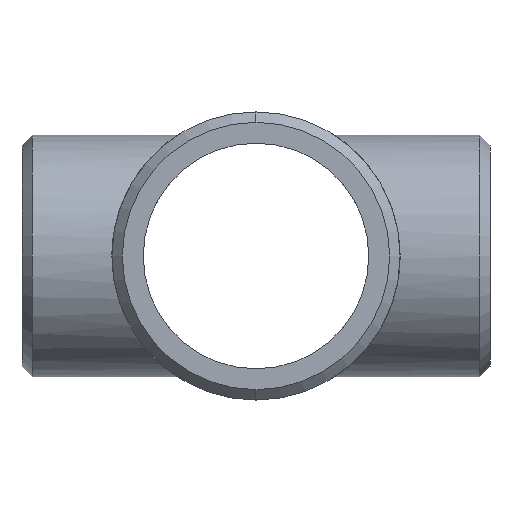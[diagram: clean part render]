
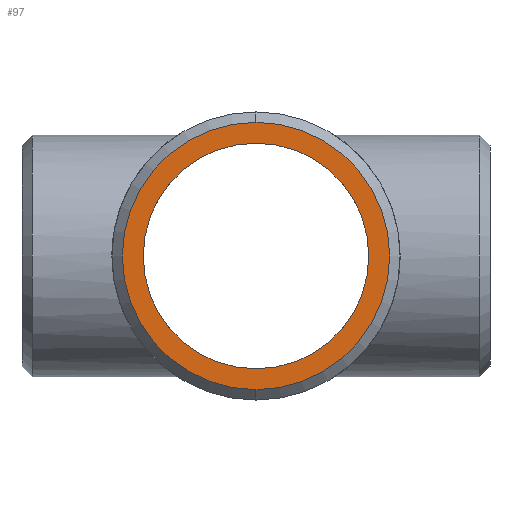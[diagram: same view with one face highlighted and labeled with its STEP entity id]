
A CAD part, left-side view. The second image highlights one B-rep face of the part: STEP entity #97.
In plain terms, the highlighted planar face has unit normal (-1, 0, 0).
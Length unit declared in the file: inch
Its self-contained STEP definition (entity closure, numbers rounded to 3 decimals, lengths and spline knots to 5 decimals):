
#8 = EDGE_CURVE ( 'NONE', #1292, #253, #848, .T. ) ;
#9 = AXIS2_PLACEMENT_3D ( 'NONE', #1409, #1320, #1206 ) ;
#13 = CARTESIAN_POINT ( 'NONE',  ( -5.62, 0., 3.07283 ) ) ;
#15 = CARTESIAN_POINT ( 'NONE',  ( -5.62, 0., 0. ) ) ;
#83 = CARTESIAN_POINT ( 'NONE',  ( -5.62, 0., 0. ) ) ;
#97 = ADVANCED_FACE ( 'NONE', ( #716, #1153 ), #156, .T. ) ;
#136 = VERTEX_POINT ( 'NONE', #404 ) ;
#156 = PLANE ( 'NONE',  #509 ) ;
#160 = DIRECTION ( 'NONE',  ( 0., 0., 1. ) ) ;
#192 = ORIENTED_EDGE ( 'NONE', *, *, #1207, .T. ) ;
#253 = VERTEX_POINT ( 'NONE', #13 ) ;
#293 = CARTESIAN_POINT ( 'NONE',  ( -5.62, 0., -2.5935 ) ) ;
#404 = CARTESIAN_POINT ( 'NONE',  ( -5.62, 0., 2.5935 ) ) ;
#417 = CIRCLE ( 'NONE', #598, 3.07283 ) ;
#509 = AXIS2_PLACEMENT_3D ( 'NONE', #1279, #1251, #1258 ) ;
#531 = CIRCLE ( 'NONE', #703, 2.5935 ) ;
#576 = DIRECTION ( 'NONE',  ( 1., 0., 0. ) ) ;
#598 = AXIS2_PLACEMENT_3D ( 'NONE', #83, #922, #160 ) ;
#607 = ORIENTED_EDGE ( 'NONE', *, *, #844, .T. ) ;
#635 = ORIENTED_EDGE ( 'NONE', *, *, #1217, .T. ) ;
#703 = AXIS2_PLACEMENT_3D ( 'NONE', #917, #1352, #1030 ) ;
#716 = FACE_OUTER_BOUND ( 'NONE', #1191, .T. ) ;
#785 = CARTESIAN_POINT ( 'NONE',  ( -5.62, 0., -3.07283 ) ) ;
#843 = AXIS2_PLACEMENT_3D ( 'NONE', #15, #576, #1368 ) ;
#844 = EDGE_CURVE ( 'NONE', #253, #1292, #417, .T. ) ;
#848 = CIRCLE ( 'NONE', #9, 3.07283 ) ;
#855 = ORIENTED_EDGE ( 'NONE', *, *, #8, .T. ) ;
#917 = CARTESIAN_POINT ( 'NONE',  ( -5.62, 0., 0. ) ) ;
#922 = DIRECTION ( 'NONE',  ( -1., 0., 0. ) ) ;
#983 = CIRCLE ( 'NONE', #843, 2.5935 ) ;
#1022 = VERTEX_POINT ( 'NONE', #293 ) ;
#1030 = DIRECTION ( 'NONE',  ( 0., 0., 1. ) ) ;
#1153 = FACE_BOUND ( 'NONE', #1167, .T. ) ;
#1167 = EDGE_LOOP ( 'NONE', ( #192, #635 ) ) ;
#1191 = EDGE_LOOP ( 'NONE', ( #855, #607 ) ) ;
#1206 = DIRECTION ( 'NONE',  ( 0., 0., 1. ) ) ;
#1207 = EDGE_CURVE ( 'NONE', #136, #1022, #983, .T. ) ;
#1217 = EDGE_CURVE ( 'NONE', #1022, #136, #531, .T. ) ;
#1251 = DIRECTION ( 'NONE',  ( -1., 0., 0. ) ) ;
#1258 = DIRECTION ( 'NONE',  ( 0., 0., -1. ) ) ;
#1279 = CARTESIAN_POINT ( 'NONE',  ( -5.62, 0., 0. ) ) ;
#1292 = VERTEX_POINT ( 'NONE', #785 ) ;
#1320 = DIRECTION ( 'NONE',  ( -1., 0., 0. ) ) ;
#1352 = DIRECTION ( 'NONE',  ( 1., 0., 0. ) ) ;
#1368 = DIRECTION ( 'NONE',  ( 0., 0., 1. ) ) ;
#1409 = CARTESIAN_POINT ( 'NONE',  ( -5.62, 0., 0. ) ) ;
